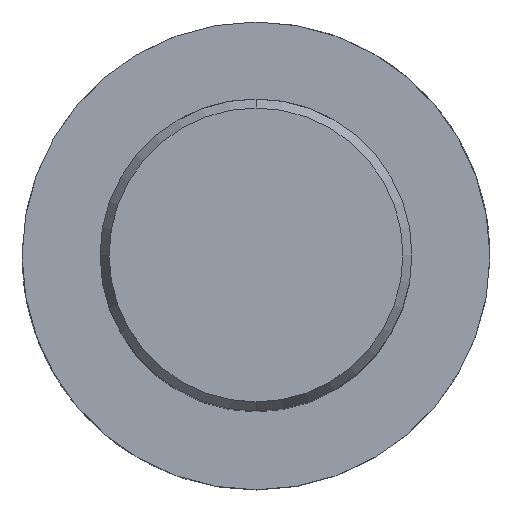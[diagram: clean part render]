
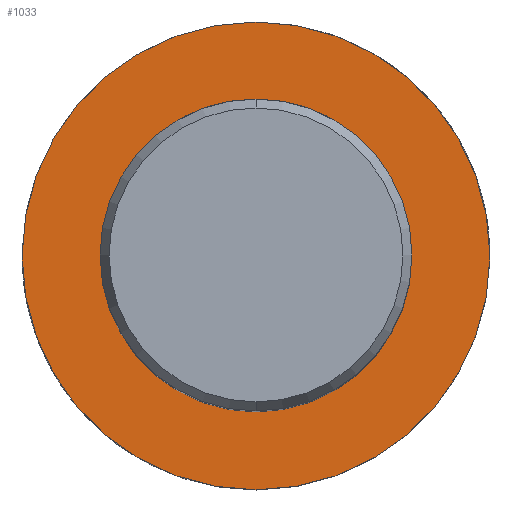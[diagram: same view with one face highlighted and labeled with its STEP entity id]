
A CAD part, top view. The second image highlights one B-rep face of the part: STEP entity #1033.
In plain terms, the highlighted planar face has unit normal (0, 0, 1).
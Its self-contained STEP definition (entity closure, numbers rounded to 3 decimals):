
#521=VERTEX_POINT('',#1337);
#665=EDGE_CURVE('',#1207,#1093,#1491,.T.);
#733=EDGE_CURVE('',#1185,#521,#1565,.T.);
#891=EDGE_CURVE('',#1093,#1207,#1736,.T.);
#969=EDGE_CURVE('',#521,#1185,#1818,.T.);
#1033=ADVANCED_FACE('',(#1892,#1893),#1894,.T.);
#1093=VERTEX_POINT('',#1962);
#1185=VERTEX_POINT('',#2067);
#1207=VERTEX_POINT('',#2091);
#1337=CARTESIAN_POINT('',(0.,-20.0,-70.0));
#1491=CIRCLE('',#2841,30.0);
#1565=CIRCLE('',#3016,20.0);
#1736=CIRCLE('',#3737,30.0);
#1818=CIRCLE('',#3902,20.0);
#1892=FACE_BOUND('',#4078,.T.);
#1893=FACE_OUTER_BOUND('',#4079,.T.);
#1894=PLANE('',#4080);
#1962=CARTESIAN_POINT('',(0.,-30.0,-70.0));
#2067=CARTESIAN_POINT('',(0.0,20.0,-70.0));
#2091=CARTESIAN_POINT('',(0.0,30.0,-70.0));
#2841=AXIS2_PLACEMENT_3D('',#5202,#5203,#5204);
#3016=AXIS2_PLACEMENT_3D('',#5281,#5282,#5283);
#3737=AXIS2_PLACEMENT_3D('',#5461,#5462,#5463);
#3902=AXIS2_PLACEMENT_3D('',#5525,#5526,#5527);
#4078=EDGE_LOOP('',(#5630,#5631));
#4079=EDGE_LOOP('',(#5632,#5633));
#4080=AXIS2_PLACEMENT_3D('',#5634,#5635,#5636);
#5202=CARTESIAN_POINT('',(0.0,0.0,-70.0));
#5203=DIRECTION('',(0.0,0.0,-1.0));
#5204=DIRECTION('',(0.0,1.0,0.0));
#5281=CARTESIAN_POINT('',(0.0,0.0,-70.0));
#5282=DIRECTION('',(-0.0,0.0,-1.0));
#5283=DIRECTION('',(0.0,1.0,0.0));
#5461=CARTESIAN_POINT('',(0.0,0.0,-70.0));
#5462=DIRECTION('',(0.0,0.0,-1.0));
#5463=DIRECTION('',(0.0,1.0,0.0));
#5525=CARTESIAN_POINT('',(0.0,0.0,-70.0));
#5526=DIRECTION('',(-0.0,0.0,-1.0));
#5527=DIRECTION('',(0.0,1.0,0.0));
#5630=ORIENTED_EDGE('',*,*,#733,.T.);
#5631=ORIENTED_EDGE('',*,*,#969,.T.);
#5632=ORIENTED_EDGE('',*,*,#665,.F.);
#5633=ORIENTED_EDGE('',*,*,#891,.F.);
#5634=CARTESIAN_POINT('',(0.0,15.0,-70.0));
#5635=DIRECTION('',(-0.0,0.0,1.0));
#5636=DIRECTION('',(0.0,-1.0,0.0));
